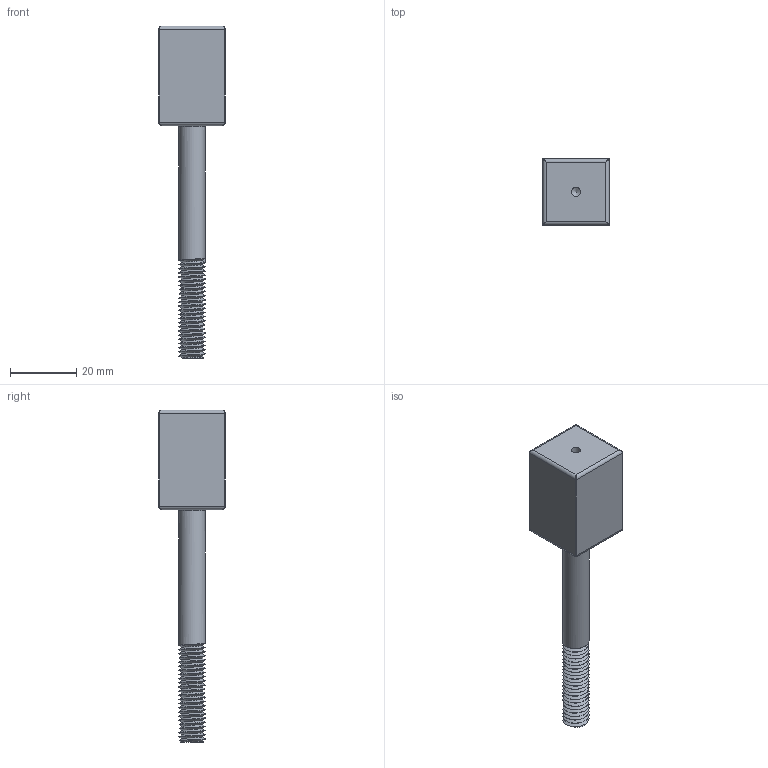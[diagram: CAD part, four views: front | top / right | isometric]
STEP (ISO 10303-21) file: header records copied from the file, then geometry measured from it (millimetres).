
FILE_DESCRIPTION(/* description */ ('STEP AP214'),/* implementation_level */ '2;1');
FILE_NAME(/* name */ '60dde88b5702bd2aab034eaf',/* time_stamp */ '2021-07-01T16:08:44+00:00',/* author */ (''),/* organization */ (''),/* preprocessor_version */ 'ST-DEVELOPER v18.1',/* originating_system */ ' ',/* authorisation */ ' ');
FILE_SCHEMA (('AUTOMOTIVE_DESIGN {1 0 10303 214 3 1 1}'));
Length unit declared in the file: metre
Products named in the file (1): Part 1
Bounding box: 20 x 20 x 100 mm (x, y, z)
Volume: 14926.3 mm3; surface area: 5533.3 mm2
Topology: 1 solids, 1 shells, 38 faces, 86 edges, 43 vertices
Faces by surface type: cylinder 15, bspline 12, plane 8, cone 2, torus 1
Full cylindrical faces by diameter (mm): 2.75 x1, 8 x1
Entity records: 4665 total; most frequent: CARTESIAN_POINT 3917, ORIENTED_EDGE 146, DIRECTION 144, EDGE_CURVE 73, AXIS2_PLACEMENT_3D 57, FACE_BOUND 44, VERTEX_POINT 43, EDGE_LOOP 43
